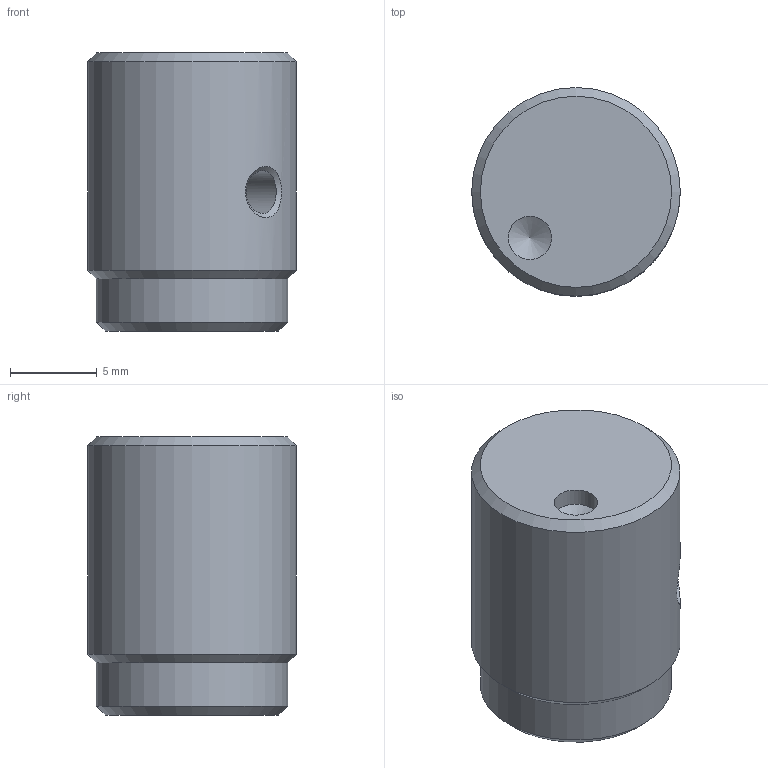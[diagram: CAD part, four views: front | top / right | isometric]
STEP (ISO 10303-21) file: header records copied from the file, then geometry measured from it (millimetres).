
FILE_DESCRIPTION(/* description */ ('Custom aluminum knob. Clear anodized.'),/* implementation_level */ '2;1');
FILE_NAME(/* name */ 'PR1037 Knob.stp',/* time_stamp */ '2016-03-13T17:35:42-04:00',/* author */ ('pencerw'),/* organization */ (''),/* preprocessor_version */ 'ST-DEVELOPER v16.1',/* originating_system */ 'Autodesk Inventor 2016',/* authorisation */ '');
FILE_SCHEMA (('AUTOMOTIVE_DESIGN { 1 0 10303 214 3 1 1 }'));
Length unit declared in the file: millimetre
Products named in the file (1): PR1037 Knob
Bounding box: 12 x 12 x 16 mm (x, y, z)
Volume: 1264.6 mm3; surface area: 1077.9 mm2
Topology: 1 solids, 1 shells, 14 faces, 29 edges, 17 vertices
Faces by surface type: cone 6, cylinder 5, plane 2, bspline 1
Full cylindrical faces by diameter (mm): 2.459 x1, 2.5 x1, 6.4 x1, 11 x1, 12 x1
Entity records: 487 total; most frequent: CARTESIAN_POINT 218, DIRECTION 51, ORIENTED_EDGE 30, EDGE_LOOP 27, AXIS2_PLACEMENT_3D 25, EDGE_CURVE 15, FACE_OUTER_BOUND 14, VERTEX_POINT 14
